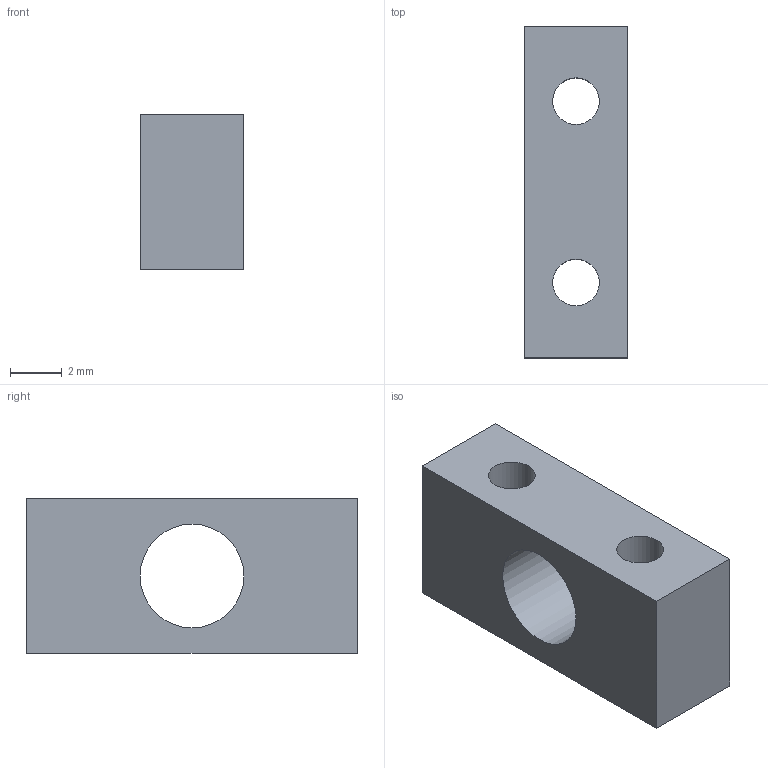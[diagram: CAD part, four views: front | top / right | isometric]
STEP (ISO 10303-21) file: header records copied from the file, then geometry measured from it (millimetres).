
FILE_DESCRIPTION(('Open CASCADE Model'),'2;1');
FILE_NAME('Open CASCADE Shape Model','2025-02-02T23:43:41',('Author'),( 'Open CASCADE'),'Open CASCADE STEP processor 7.7','Open CASCADE 7.7' ,'Unknown');
FILE_SCHEMA(('AUTOMOTIVE_DESIGN { 1 0 10303 214 1 1 1 1 }'));
Length unit declared in the file: millimetre
Products named in the file (1): SOLID
Bounding box: 4 x 12.8 x 6 mm (x, y, z)
Volume: 226.2 mm3; surface area: 386.8 mm2
Topology: 1 solids, 1 shells, 13 faces, 33 edges, 22 vertices
Faces by surface type: plane 10, cylinder 3
Full cylindrical faces by diameter (mm): 1.8 x2, 4 x1
Entity records: 832 total; most frequent: CARTESIAN_POINT 147, DIRECTION 121, LINE 75, VECTOR 75, ORIENTED_EDGE 66, PCURVE 66, DEFINITIONAL_REPRESENTATION 66, EDGE_CURVE 33
